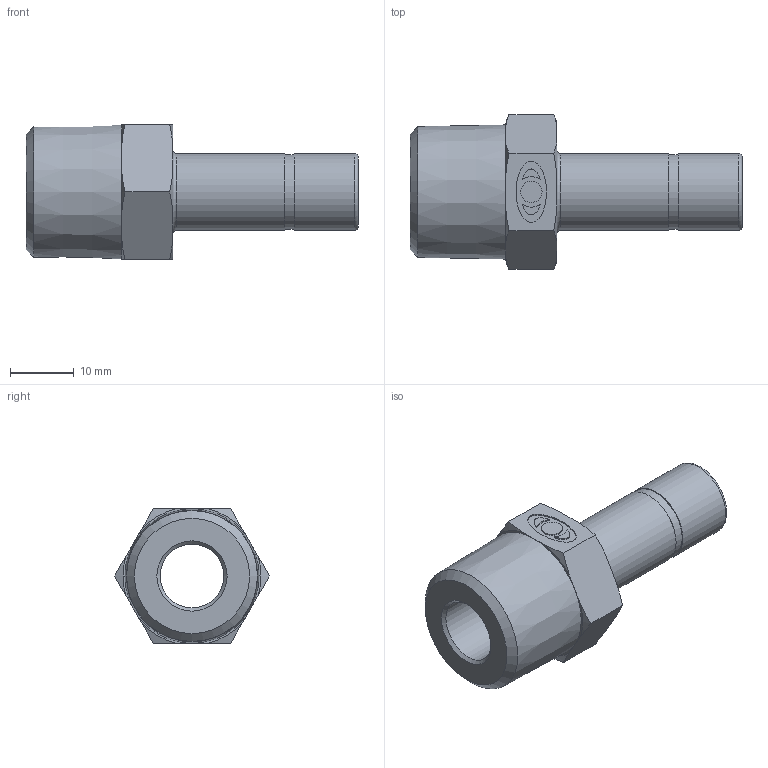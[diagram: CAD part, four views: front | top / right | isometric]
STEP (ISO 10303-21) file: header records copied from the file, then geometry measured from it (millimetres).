
FILE_DESCRIPTION((''),'2;1');
FILE_NAME('F-PCJ BODY 1204.stp','2020-11-23T08:33:06',('Administrator'),(''),'Autodesk Inventor 2013','Autodesk Inventor 2013','');
FILE_SCHEMA(('CONFIG_CONTROL_DESIGN'));
Length unit declared in the file: millimetre
Products named in the file (1): F-PCJ BODY 1204
Bounding box: 52 x 24.25 x 21 mm (x, y, z)
Volume: 7240.7 mm3; surface area: 4818.1 mm2
Topology: 1 solids, 1 shells, 100 faces, 248 edges, 162 vertices
Faces by surface type: plane 52, bspline 24, cone 15, cylinder 7, torus 2
Full cylindrical faces by diameter (mm): 3.35 x1, 10 x1, 11.7 x1, 12 x2
Entity records: 2958 total; most frequent: CARTESIAN_POINT 786, ORIENTED_EDGE 472, DIRECTION 367, EDGE_CURVE 236, VERTEX_POINT 161, VECTOR 127, LINE 127, EDGE_LOOP 125
